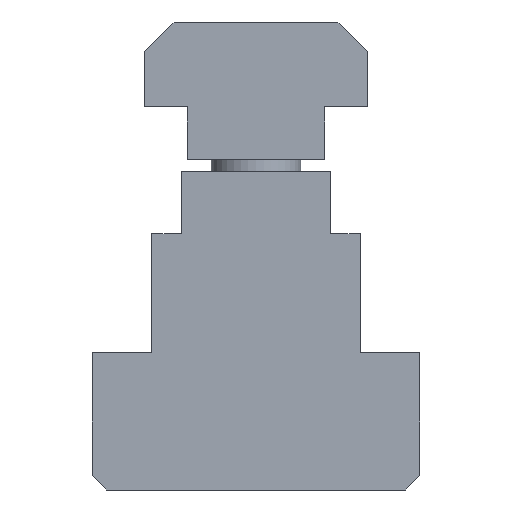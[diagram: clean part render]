
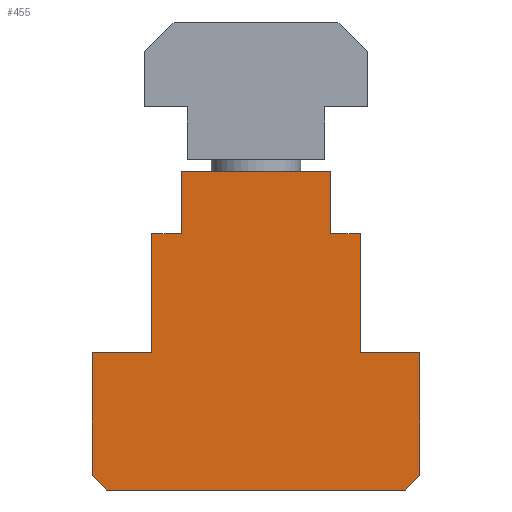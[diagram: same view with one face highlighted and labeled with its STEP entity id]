
A CAD part, front view. The second image highlights one B-rep face of the part: STEP entity #455.
In plain terms, the highlighted planar face has unit normal (0, -1, 0).
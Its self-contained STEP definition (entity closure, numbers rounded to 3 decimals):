
#277=EDGE_CURVE('',#705,#399,#759,.T.);
#281=EDGE_CURVE('',#673,#475,#763,.T.);
#297=EDGE_CURVE('',#459,#713,#781,.T.);
#347=VERTEX_POINT('',#837);
#353=VERTEX_POINT('',#844);
#357=EDGE_CURVE('',#513,#393,#849,.T.);
#379=VERTEX_POINT('',#875);
#393=VERTEX_POINT('',#889);
#399=VERTEX_POINT('',#895);
#423=EDGE_CURVE('',#713,#513,#921,.T.);
#451=VERTEX_POINT('',#953);
#453=EDGE_CURVE('',#353,#481,#955,.T.);
#455=ADVANCED_FACE('',(#957),#958,.T.);
#459=VERTEX_POINT('',#963);
#467=EDGE_CURVE('',#347,#451,#972,.T.);
#475=VERTEX_POINT('',#981);
#477=EDGE_CURVE('',#451,#353,#983,.T.);
#481=VERTEX_POINT('',#987);
#513=VERTEX_POINT('',#1020);
#521=VERTEX_POINT('',#1029);
#529=EDGE_CURVE('',#475,#459,#1037,.T.);
#567=EDGE_CURVE('',#379,#347,#1080,.T.);
#575=EDGE_CURVE('',#399,#521,#1089,.T.);
#589=EDGE_CURVE('',#393,#379,#1105,.T.);
#607=EDGE_CURVE('',#521,#673,#1124,.T.);
#641=EDGE_CURVE('',#481,#705,#1161,.T.);
#673=VERTEX_POINT('',#1199);
#705=VERTEX_POINT('',#1231);
#713=VERTEX_POINT('',#1240);
#759=LINE('',#1281,#1282);
#763=LINE('',#1287,#1288);
#781=LINE('',#1313,#1314);
#837=CARTESIAN_POINT('',(5.0,-6.5,12.2));
#844=CARTESIAN_POINT('',(7.0,-6.5,8.0));
#849=LINE('',#1417,#1418);
#875=CARTESIAN_POINT('',(-5.0,-6.5,12.2));
#889=CARTESIAN_POINT('',(-5.0,-6.5,8.0));
#895=CARTESIAN_POINT('',(11.0,-6.5,-8.2));
#921=LINE('',#1540,#1541);
#953=CARTESIAN_POINT('',(5.0,-6.5,8.0));
#955=LINE('',#1592,#1593);
#957=FACE_OUTER_BOUND('',#1595,.T.);
#958=PLANE('',#1596);
#963=CARTESIAN_POINT('',(-11.0,-6.5,0.0));
#972=LINE('',#1613,#1614);
#981=CARTESIAN_POINT('',(-11.0,-6.5,-8.2));
#983=LINE('',#1628,#1629);
#987=CARTESIAN_POINT('',(7.0,-6.5,0.0));
#1020=CARTESIAN_POINT('',(-7.0,-6.5,8.0));
#1029=CARTESIAN_POINT('',(10.0,-6.5,-9.2));
#1037=LINE('',#1706,#1707);
#1080=LINE('',#1772,#1773);
#1089=LINE('',#1783,#1784);
#1105=LINE('',#1813,#1814);
#1124=LINE('',#1848,#1849);
#1161=LINE('',#1910,#1911);
#1199=CARTESIAN_POINT('',(-10.0,-6.5,-9.2));
#1231=CARTESIAN_POINT('',(11.0,-6.5,0.0));
#1240=CARTESIAN_POINT('',(-7.0,-6.5,0.0));
#1281=CARTESIAN_POINT('',(11.0,-6.5,-8.2));
#1282=VECTOR('',#2060,1.0);
#1287=CARTESIAN_POINT('',(-11.0,-6.5,-8.2));
#1288=VECTOR('',#2061,1.0);
#1313=CARTESIAN_POINT('',(-7.0,-6.5,0.0));
#1314=VECTOR('',#2081,1.0);
#1417=CARTESIAN_POINT('',(-5.0,-6.5,8.0));
#1418=VECTOR('',#2162,1.0);
#1540=CARTESIAN_POINT('',(-7.0,-6.5,8.0));
#1541=VECTOR('',#2224,1.0);
#1592=CARTESIAN_POINT('',(7.0,-6.5,0.0));
#1593=VECTOR('',#2254,1.0);
#1595=EDGE_LOOP('',(#2256,#2257,#2258,#2259,#2260,#2261,#2262,#2263,#2264,#2265,#2266,#2267,#2268,#2269));
#1596=AXIS2_PLACEMENT_3D('',#2270,#2271,#2272);
#1613=CARTESIAN_POINT('',(5.0,-6.5,8.0));
#1614=VECTOR('',#2300,1.0);
#1628=CARTESIAN_POINT('',(7.0,-6.5,8.0));
#1629=VECTOR('',#2310,1.0);
#1706=CARTESIAN_POINT('',(-11.0,-6.5,0.0));
#1707=VECTOR('',#2348,1.0);
#1772=CARTESIAN_POINT('',(5.0,-6.5,12.2));
#1773=VECTOR('',#2397,1.0);
#1783=CARTESIAN_POINT('',(10.0,-6.5,-9.2));
#1784=VECTOR('',#2406,1.0);
#1813=CARTESIAN_POINT('',(-5.0,-6.5,12.2));
#1814=VECTOR('',#2430,1.0);
#1848=CARTESIAN_POINT('',(-10.0,-6.5,-9.2));
#1849=VECTOR('',#2441,1.0);
#1910=CARTESIAN_POINT('',(11.0,-6.5,0.0));
#1911=VECTOR('',#2480,1.0);
#2060=DIRECTION('',(0.0,0.,-1.0));
#2061=DIRECTION('',(-0.707,0.,0.707));
#2081=DIRECTION('',(1.0,0.0,0.0));
#2162=DIRECTION('',(1.0,0.0,0.0));
#2224=DIRECTION('',(0.0,0.,1.0));
#2254=DIRECTION('',(0.0,0.,-1.0));
#2256=ORIENTED_EDGE('',*,*,#575,.F.);
#2257=ORIENTED_EDGE('',*,*,#277,.F.);
#2258=ORIENTED_EDGE('',*,*,#641,.F.);
#2259=ORIENTED_EDGE('',*,*,#453,.F.);
#2260=ORIENTED_EDGE('',*,*,#477,.F.);
#2261=ORIENTED_EDGE('',*,*,#467,.F.);
#2262=ORIENTED_EDGE('',*,*,#567,.F.);
#2263=ORIENTED_EDGE('',*,*,#589,.F.);
#2264=ORIENTED_EDGE('',*,*,#357,.F.);
#2265=ORIENTED_EDGE('',*,*,#423,.F.);
#2266=ORIENTED_EDGE('',*,*,#297,.F.);
#2267=ORIENTED_EDGE('',*,*,#529,.F.);
#2268=ORIENTED_EDGE('',*,*,#281,.F.);
#2269=ORIENTED_EDGE('',*,*,#607,.F.);
#2270=CARTESIAN_POINT('',(0.,-6.5,0.315));
#2271=DIRECTION('',(0.0,-1.0,0.));
#2272=DIRECTION('',(1.0,0.0,0.0));
#2300=DIRECTION('',(0.0,0.,-1.0));
#2310=DIRECTION('',(1.0,0.0,0.0));
#2348=DIRECTION('',(0.0,0.,1.0));
#2397=DIRECTION('',(1.0,0.0,0.0));
#2406=DIRECTION('',(-0.707,0.,-0.707));
#2430=DIRECTION('',(0.0,0.,1.0));
#2441=DIRECTION('',(-1.0,0.0,0.0));
#2480=DIRECTION('',(1.0,0.0,0.0));
